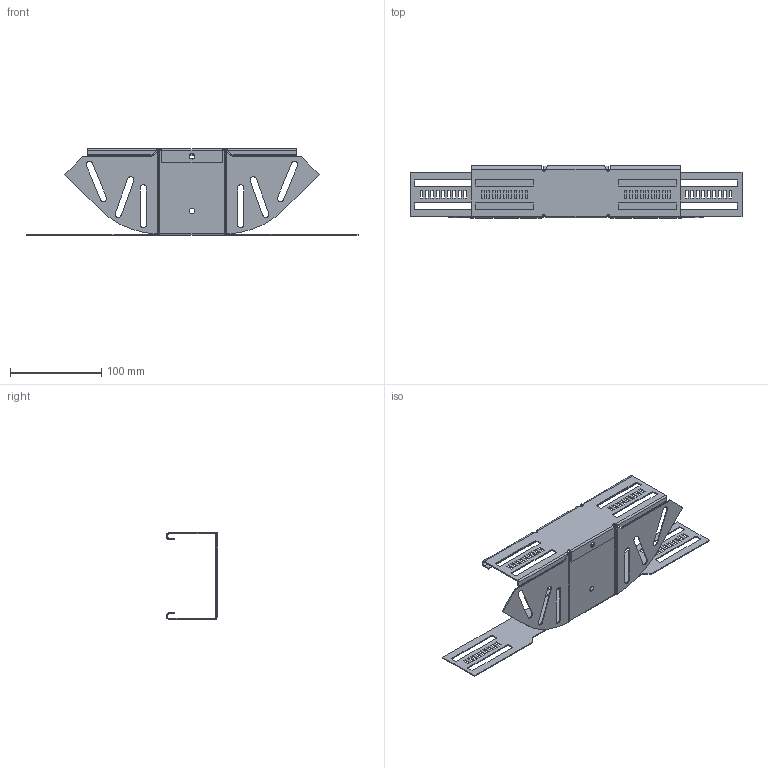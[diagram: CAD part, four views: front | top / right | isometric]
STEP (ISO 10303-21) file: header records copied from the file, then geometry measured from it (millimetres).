
FILE_DESCRIPTION (( 'STEP AP214' ), '1' );
FILE_NAME ('6037150.STEP', '2024-10-22T11:12:11', ( '' ), ( '' ), 'SwSTEP 2.0', 'SolidWorks 2024', '' );
FILE_SCHEMA (( 'AUTOMOTIVE_DESIGN' ));
Length unit declared in the file: millimetre
Products named in the file (3): 167753_100; 6037150; 167655_60x0°
Assembly tree (2 placements, depth 2):
  6037150
    167753_100
    167655_60x0°
Bounding box: 364 x 57 x 95 mm (x, y, z)
Volume: 51976.5 mm3; surface area: 101624.3 mm2
Topology: 2 solids, 2 shells, 386 faces, 1050 edges, 668 vertices
Faces by surface type: plane 282, cylinder 94, bspline 10
Entity records: 12512 total; most frequent: CARTESIAN_POINT 2477, ORIENTED_EDGE 2100, DIRECTION 1940, EDGE_CURVE 1050, LINE 842, VECTOR 842, VERTEX_POINT 668, AXIS2_PLACEMENT_3D 549
